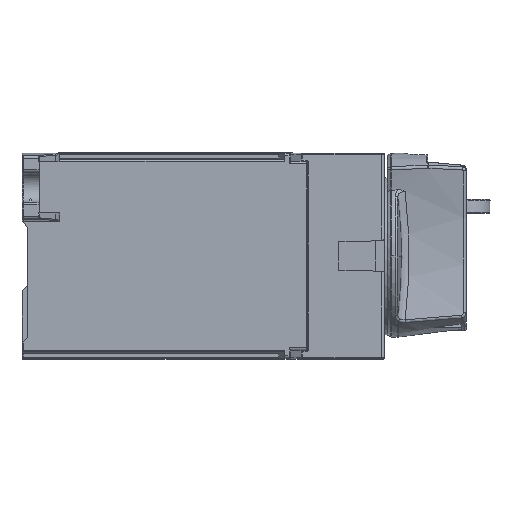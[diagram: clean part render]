
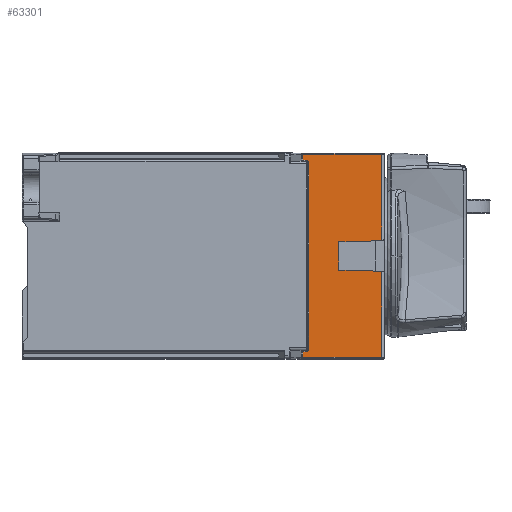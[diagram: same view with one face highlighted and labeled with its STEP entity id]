
A CAD part, top view. The second image highlights one B-rep face of the part: STEP entity #63301.
In plain terms, the highlighted face is planar.
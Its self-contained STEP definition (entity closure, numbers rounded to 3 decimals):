
#256 = CARTESIAN_POINT ( 'NONE',  ( -33.9, -56.5, 16.196 ) ) ;
#373 = LINE ( 'NONE', #32387, #48709 ) ;
#811 = DIRECTION ( 'NONE',  ( 0., 0., 1. ) ) ;
#1367 = CARTESIAN_POINT ( 'NONE',  ( -13.6, -56.5, 12.696 ) ) ;
#1666 = ORIENTED_EDGE ( 'NONE', *, *, #35556, .T. ) ;
#2094 = CARTESIAN_POINT ( 'NONE',  ( -32.9, -56.5, 2.363 ) ) ;
#2899 = LINE ( 'NONE', #24320, #13295 ) ;
#3145 = LINE ( 'NONE', #256, #66213 ) ;
#3868 = EDGE_CURVE ( 'NONE', #13075, #31074, #12569, .T. ) ;
#3884 = DIRECTION ( 'NONE',  ( 1., 0., 0. ) ) ;
#4459 = EDGE_CURVE ( 'NONE', #27852, #31074, #22915, .T. ) ;
#4576 = VERTEX_POINT ( 'NONE', #16486 ) ;
#5072 = CARTESIAN_POINT ( 'NONE',  ( 0.3, -56.5, 2.996 ) ) ;
#5270 = FACE_OUTER_BOUND ( 'NONE', #57421, .T. ) ;
#8674 = VERTEX_POINT ( 'NONE', #40169 ) ;
#9545 = EDGE_CURVE ( 'NONE', #50581, #33849, #25091, .T. ) ;
#10305 = CIRCLE ( 'NONE', #49522, 0.4 ) ;
#10603 = CARTESIAN_POINT ( 'NONE',  ( -34.1, -56.5, 16.696 ) ) ;
#11366 = EDGE_CURVE ( 'NONE', #4576, #55530, #15751, .T. ) ;
#12134 = DIRECTION ( 'NONE',  ( 1., 0., 0. ) ) ;
#12566 = VECTOR ( 'NONE', #12134, 1000. ) ;
#12569 = LINE ( 'NONE', #64989, #27776 ) ;
#13075 = VERTEX_POINT ( 'NONE', #49625 ) ;
#13162 = AXIS2_PLACEMENT_3D ( 'NONE', #17624, #38047, #39073 ) ;
#13215 = EDGE_CURVE ( 'NONE', #50581, #62361, #373, .T. ) ;
#13295 = VECTOR ( 'NONE', #45819, 1000. ) ;
#15626 = VECTOR ( 'NONE', #42265, 1000. ) ;
#15751 = LINE ( 'NONE', #42129, #51806 ) ;
#16486 = CARTESIAN_POINT ( 'NONE',  ( -33.9, -56.5, 16.196 ) ) ;
#16530 = ORIENTED_EDGE ( 'NONE', *, *, #36233, .T. ) ;
#16810 = DIRECTION ( 'NONE',  ( -1., 0., 0. ) ) ;
#17053 = LINE ( 'NONE', #49389, #12566 ) ;
#17487 = VECTOR ( 'NONE', #36021, 1000. ) ;
#17624 = CARTESIAN_POINT ( 'NONE',  ( -32.5, -56.5, 2.996 ) ) ;
#18208 = VERTEX_POINT ( 'NONE', #58022 ) ;
#18982 = EDGE_CURVE ( 'NONE', #58912, #48538, #2899, .T. ) ;
#19903 = CIRCLE ( 'NONE', #13162, 0.4 ) ;
#20267 = CARTESIAN_POINT ( 'NONE',  ( 0.7, -56.5, 2.996 ) ) ;
#21218 = DIRECTION ( 'NONE',  ( -1., 0., 0. ) ) ;
#21856 = VERTEX_POINT ( 'NONE', #58718 ) ;
#22915 = LINE ( 'NONE', #27194, #26419 ) ;
#23527 = DIRECTION ( 'NONE',  ( 0., 0., 1. ) ) ;
#24320 = CARTESIAN_POINT ( 'NONE',  ( -32.5, -56.5, 3.396 ) ) ;
#24497 = DIRECTION ( 'NONE',  ( 0., 0., -1. ) ) ;
#25091 = LINE ( 'NONE', #42351, #36789 ) ;
#26419 = VECTOR ( 'NONE', #44382, 1000. ) ;
#26498 = DIRECTION ( 'NONE',  ( 0., 1., 0. ) ) ;
#26708 = DIRECTION ( 'NONE',  ( 0., 1., 0. ) ) ;
#26846 = LINE ( 'NONE', #51176, #67365 ) ;
#27194 = CARTESIAN_POINT ( 'NONE',  ( 0.7, -56.5, 2.996 ) ) ;
#27776 = VECTOR ( 'NONE', #16810, 1000. ) ;
#27852 = VERTEX_POINT ( 'NONE', #20267 ) ;
#28750 = VERTEX_POINT ( 'NONE', #36676 ) ;
#29007 = ORIENTED_EDGE ( 'NONE', *, *, #30762, .T. ) ;
#29863 = EDGE_CURVE ( 'NONE', #18208, #58912, #19903, .T. ) ;
#30384 = VECTOR ( 'NONE', #23527, 1000. ) ;
#30762 = EDGE_CURVE ( 'NONE', #62771, #55530, #53453, .T. ) ;
#31074 = VERTEX_POINT ( 'NONE', #68612 ) ;
#32188 = ORIENTED_EDGE ( 'NONE', *, *, #13215, .F. ) ;
#32245 = DIRECTION ( 'NONE',  ( 1., 0., 0. ) ) ;
#32387 = CARTESIAN_POINT ( 'NONE',  ( -13.338, -56.5, 16.196 ) ) ;
#33849 = VERTEX_POINT ( 'NONE', #33919 ) ;
#33919 = CARTESIAN_POINT ( 'NONE',  ( -13.6, -56.5, 12.696 ) ) ;
#34394 = EDGE_CURVE ( 'NONE', #62771, #21856, #35523, .T. ) ;
#35112 = EDGE_CURVE ( 'NONE', #8674, #28750, #26846, .T. ) ;
#35523 = LINE ( 'NONE', #47535, #45879 ) ;
#35556 = EDGE_CURVE ( 'NONE', #8674, #18208, #45336, .T. ) ;
#36021 = DIRECTION ( 'NONE',  ( 0., 0., 1. ) ) ;
#36233 = EDGE_CURVE ( 'NONE', #48538, #27852, #10305, .T. ) ;
#36676 = CARTESIAN_POINT ( 'NONE',  ( -33.9, -56.5, 2.363 ) ) ;
#36789 = VECTOR ( 'NONE', #46569, 1000. ) ;
#38047 = DIRECTION ( 'NONE',  ( 0., 1., 0. ) ) ;
#39073 = DIRECTION ( 'NONE',  ( -1., 0., 0. ) ) ;
#39900 = ORIENTED_EDGE ( 'NONE', *, *, #11366, .F. ) ;
#40169 = CARTESIAN_POINT ( 'NONE',  ( -32.9, -56.5, 2.363 ) ) ;
#41193 = ORIENTED_EDGE ( 'NONE', *, *, #29863, .T. ) ;
#41511 = DIRECTION ( 'NONE',  ( 0., 0., -1. ) ) ;
#41561 = DIRECTION ( 'NONE',  ( 0., 0., -1. ) ) ;
#42129 = CARTESIAN_POINT ( 'NONE',  ( -33.9, -56.5, 16.196 ) ) ;
#42265 = DIRECTION ( 'NONE',  ( -0.075, 0., 0.997 ) ) ;
#42351 = CARTESIAN_POINT ( 'NONE',  ( -13.338, -56.5, 16.196 ) ) ;
#42467 = ORIENTED_EDGE ( 'NONE', *, *, #35112, .F. ) ;
#42930 = EDGE_CURVE ( 'NONE', #4576, #28750, #3145, .T. ) ;
#44367 = ORIENTED_EDGE ( 'NONE', *, *, #34394, .F. ) ;
#44382 = DIRECTION ( 'NONE',  ( 0., 0., -1. ) ) ;
#45336 = LINE ( 'NONE', #2094, #30384 ) ;
#45384 = CARTESIAN_POINT ( 'NONE',  ( -18.863, -56.5, 16.196 ) ) ;
#45531 = CARTESIAN_POINT ( 'NONE',  ( 1.7, -56.5, 2.363 ) ) ;
#45819 = DIRECTION ( 'NONE',  ( 1., 0., 0. ) ) ;
#45879 = VECTOR ( 'NONE', #41561, 1000. ) ;
#45903 = EDGE_CURVE ( 'NONE', #33849, #57459, #49524, .T. ) ;
#46569 = DIRECTION ( 'NONE',  ( -0.075, 0., -0.997 ) ) ;
#46831 = CARTESIAN_POINT ( 'NONE',  ( -18.6, -56.5, 12.696 ) ) ;
#47535 = CARTESIAN_POINT ( 'NONE',  ( -18.6, -56.5, 12.696 ) ) ;
#48538 = VERTEX_POINT ( 'NONE', #66408 ) ;
#48709 = VECTOR ( 'NONE', #52765, 1000. ) ;
#49042 = ORIENTED_EDGE ( 'NONE', *, *, #18982, .T. ) ;
#49111 = ORIENTED_EDGE ( 'NONE', *, *, #59559, .F. ) ;
#49389 = CARTESIAN_POINT ( 'NONE',  ( -18.6, -56.5, 8.696 ) ) ;
#49522 = AXIS2_PLACEMENT_3D ( 'NONE', #5072, #26498, #811 ) ;
#49524 = LINE ( 'NONE', #1367, #69683 ) ;
#49625 = CARTESIAN_POINT ( 'NONE',  ( 1.7, -56.5, 2.363 ) ) ;
#50581 = VERTEX_POINT ( 'NONE', #56556 ) ;
#51176 = CARTESIAN_POINT ( 'NONE',  ( -32.9, -56.5, 2.363 ) ) ;
#51806 = VECTOR ( 'NONE', #32245, 1000. ) ;
#52377 = AXIS2_PLACEMENT_3D ( 'NONE', #10603, #26708, #3884 ) ;
#52765 = DIRECTION ( 'NONE',  ( 1., 0., 0. ) ) ;
#53453 = LINE ( 'NONE', #46831, #15626 ) ;
#55530 = VERTEX_POINT ( 'NONE', #45384 ) ;
#56387 = LINE ( 'NONE', #45531, #17487 ) ;
#56556 = CARTESIAN_POINT ( 'NONE',  ( -13.338, -56.5, 16.196 ) ) ;
#57096 = CARTESIAN_POINT ( 'NONE',  ( -18.6, -56.5, 12.696 ) ) ;
#57421 = EDGE_LOOP ( 'NONE', ( #64675, #49111, #44367, #29007, #39900, #65800, #42467, #1666, #41193, #49042, #16530, #58306, #63925, #67592, #32188, #63352 ) ) ;
#57459 = VERTEX_POINT ( 'NONE', #65466 ) ;
#58022 = CARTESIAN_POINT ( 'NONE',  ( -32.9, -56.5, 2.996 ) ) ;
#58306 = ORIENTED_EDGE ( 'NONE', *, *, #4459, .T. ) ;
#58686 = PLANE ( 'NONE',  #52377 ) ;
#58718 = CARTESIAN_POINT ( 'NONE',  ( -18.6, -56.5, 8.696 ) ) ;
#58912 = VERTEX_POINT ( 'NONE', #59815 ) ;
#59559 = EDGE_CURVE ( 'NONE', #21856, #57459, #17053, .T. ) ;
#59815 = CARTESIAN_POINT ( 'NONE',  ( -32.5, -56.5, 3.396 ) ) ;
#62126 = EDGE_CURVE ( 'NONE', #13075, #62361, #56387, .T. ) ;
#62361 = VERTEX_POINT ( 'NONE', #67660 ) ;
#62771 = VERTEX_POINT ( 'NONE', #57096 ) ;
#63301 = ADVANCED_FACE ( 'NONE', ( #5270 ), #58686, .F. ) ;
#63352 = ORIENTED_EDGE ( 'NONE', *, *, #9545, .T. ) ;
#63925 = ORIENTED_EDGE ( 'NONE', *, *, #3868, .F. ) ;
#64675 = ORIENTED_EDGE ( 'NONE', *, *, #45903, .T. ) ;
#64989 = CARTESIAN_POINT ( 'NONE',  ( 1.7, -56.5, 2.363 ) ) ;
#65466 = CARTESIAN_POINT ( 'NONE',  ( -13.6, -56.5, 8.696 ) ) ;
#65800 = ORIENTED_EDGE ( 'NONE', *, *, #42930, .T. ) ;
#66213 = VECTOR ( 'NONE', #41511, 1000. ) ;
#66408 = CARTESIAN_POINT ( 'NONE',  ( 0.3, -56.5, 3.396 ) ) ;
#67365 = VECTOR ( 'NONE', #21218, 1000. ) ;
#67592 = ORIENTED_EDGE ( 'NONE', *, *, #62126, .T. ) ;
#67660 = CARTESIAN_POINT ( 'NONE',  ( 1.7, -56.5, 16.196 ) ) ;
#68612 = CARTESIAN_POINT ( 'NONE',  ( 0.7, -56.5, 2.363 ) ) ;
#69683 = VECTOR ( 'NONE', #24497, 1000. ) ;
